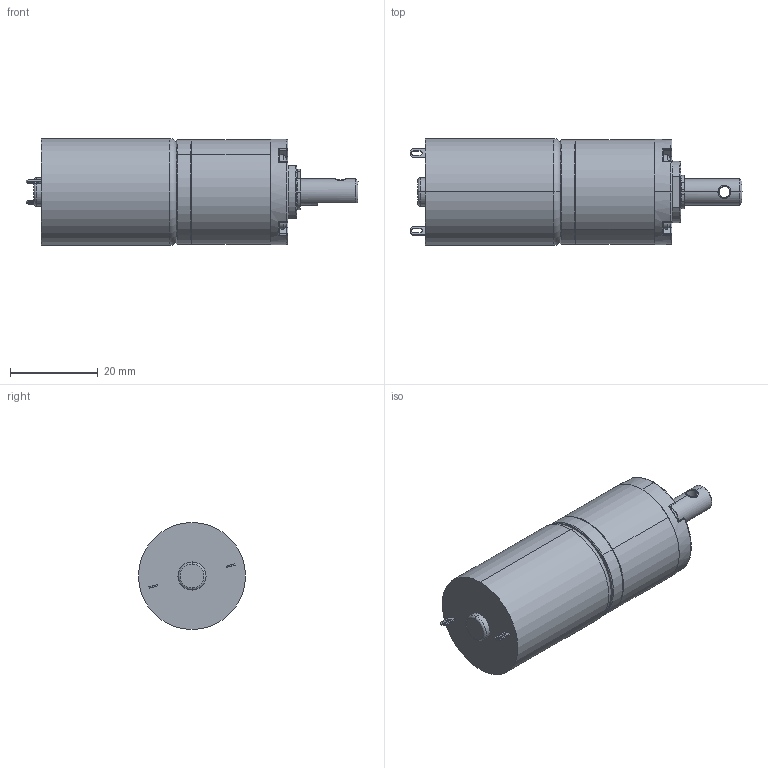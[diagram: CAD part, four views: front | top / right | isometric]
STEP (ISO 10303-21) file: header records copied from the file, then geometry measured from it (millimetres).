
FILE_DESCRIPTION((''),'2;1');
FILE_NAME('DM-24RP370-3B_ASM','2024-07-15T',('86157'),(''),'PRO/ENGINEER BY PARAMETRIC TECHNOLOGY CORPORATION, 2010280','PRO/ENGINEER BY PARAMETRIC TECHNOLOGY CORPORATION, 2010280','');
FILE_SCHEMA(('CONFIG_CONTROL_DESIGN'));
Length unit declared in the file: millimetre
Products named in the file (9): 24RP-SHANGGAIBAN; DM022P510002; DM024P310002; DM024V250004-4B; BKT-24RP-002_-_; 370; DM024P350003; DM024P530001; DM-24RP370-3B_ASM
Assembly tree (11 placements, depth 2):
  DM-24RP370-3B_ASM
    24RP-SHANGGAIBAN
    DM022P510002
    DM024P310002
    DM024V250004-4B
    BKT-24RP-002_-_
    370
    DM024P350003  x4
    DM024P530001
Bounding box: 75.7 x 24.4 x 24.4 mm (x, y, z)
Volume: 24241.8 mm3; surface area: 12329.1 mm2
Topology: 11 solids, 12 shells, 758 faces, 1995 edges, 1268 vertices
Faces by surface type: cylinder 311, extrusion 180, plane 114, cone 74, torus 59, sphere 20
Entity records: 25351 total; most frequent: CARTESIAN_POINT 8486, ORIENTED_EDGE 3554, DIRECTION 3332, EDGE_CURVE 1779, AXIS2_PLACEMENT_3D 1258, VERTEX_POINT 1142, VECTOR 816, CIRCLE 745
